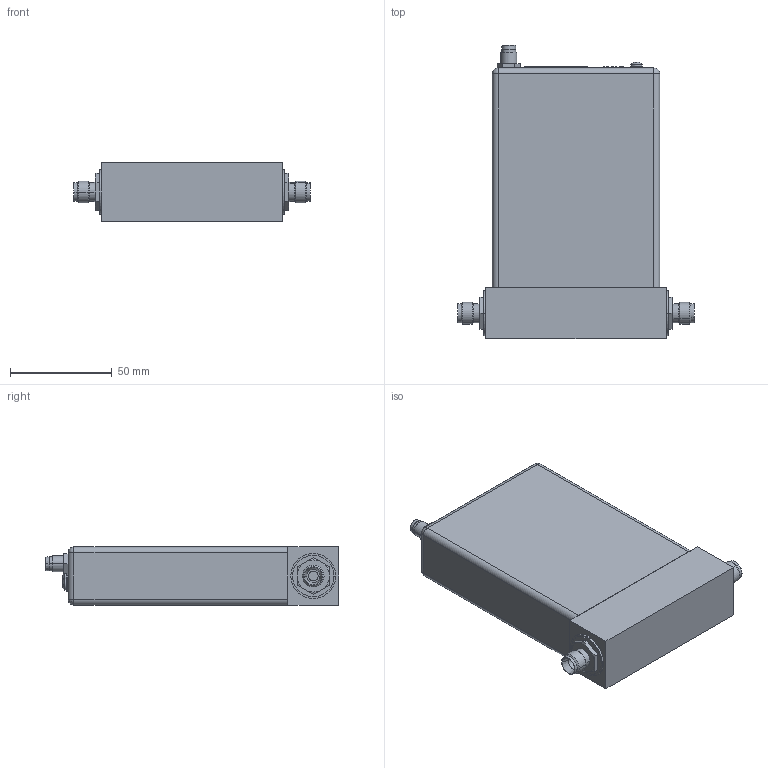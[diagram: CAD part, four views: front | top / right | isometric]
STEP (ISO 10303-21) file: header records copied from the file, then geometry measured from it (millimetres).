
FILE_DESCRIPTION (( 'STEP AP203' ), '1' );
FILE_NAME ('1056569_EtherCAT.STEP', '2020-10-20T20:13:40', ( '' ), ( '' ), 'SwSTEP 2.0', 'SolidWorks 2019', '' );
FILE_SCHEMA (( 'CONFIG_CONTROL_DESIGN' ));
Length unit declared in the file: millimetre
Products named in the file (25): 1055980_cca_assy.asm; 1057720_enclosure.prt; 1043393_TACT_SWITCH.PRT; 1055084_flowbody; 1055764_bracket_inlet.prt; 1057718_bracket_inlet.prt; 1056729_light_pipe.prt; 1054847_NUT.PRT; 1200905080.PRT; 1043471_LED.PRT; 1055979_pwb.prt; 1053585_switch.prt; 1043287_rj45_double_conn.prt; 1043472_led.prt; 1011702-002_4-40_pan-hd-sems.xpr; 1057719_bracket_outlet.prt; 1054851.prt; tmm-108-03-g-s.prt; 1200905080_NUT.PRT; 4-40-FLAT-HEAD.PRT; 1067122_1-4_fitting.prt; 1007235_conn_rj45.prt; 1053737_MAIN_PWR-BD_CCA.ASM; 1056569_EtherCAT; 1056569_ethercat_gp99a.asm
Assembly tree (33 placements, depth 4):
  1055764_bracket_inlet.prt
  1056569_EtherCAT
    1056569_ethercat_gp99a.asm
      1057719_bracket_outlet.prt
      1057718_bracket_inlet.prt
      1053737_MAIN_PWR-BD_CCA.ASM
        1043287_rj45_double_conn.prt
        1007235_conn_rj45.prt
        tmm-108-03-g-s.prt
        1043393_TACT_SWITCH.PRT
      1055980_cca_assy.asm
        1055979_pwb.prt
        1054851.prt
        1054847_NUT.PRT
        1043471_LED.PRT
        1043472_led.prt  x2
        1053585_switch.prt  x3
      1057720_enclosure.prt
      1200905080_NUT.PRT
      1200905080.PRT
      1011702-002_4-40_pan-hd-sems.xpr  x5
      4-40-FLAT-HEAD.PRT
      1056729_light_pipe.prt  x3
    1055084_flowbody
    1067122_1-4_fitting.prt  x2
Bounding box: 116.08 x 144.17 x 28.57 mm (x, y, z)
Volume: 98882.2 mm3; surface area: 84177.7 mm2
Topology: 29 solids, 31 shells, 1605 faces, 3950 edges, 2464 vertices
Faces by surface type: plane 999, cylinder 342, bspline 128, cone 54, torus 52, sphere 30
Entity records: 40139 total; most frequent: CARTESIAN_POINT 8435, ORIENTED_EDGE 6020, DIRECTION 5749, EDGE_CURVE 3012, LINE 2261, VECTOR 2261, VERTEX_POINT 1900, AXIS2_PLACEMENT_3D 1744
